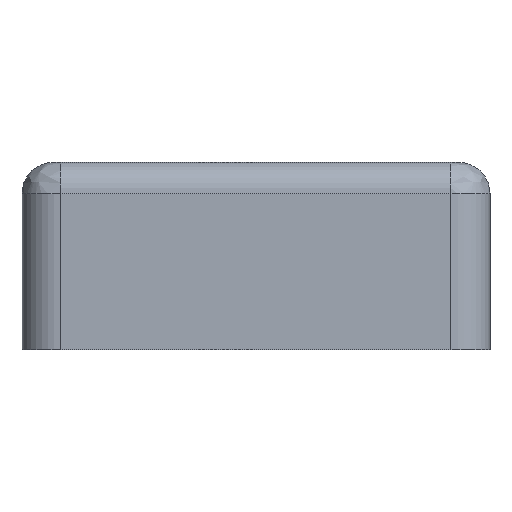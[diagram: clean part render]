
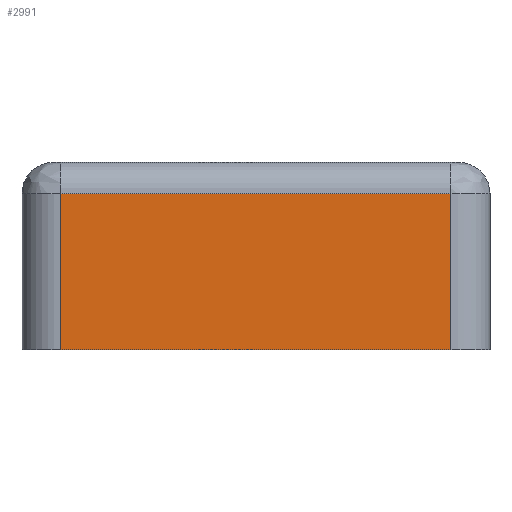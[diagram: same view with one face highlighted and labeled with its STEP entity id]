
A CAD part, front view. The second image highlights one B-rep face of the part: STEP entity #2991.
In plain terms, the highlighted planar face has unit normal (0, -1, 0).
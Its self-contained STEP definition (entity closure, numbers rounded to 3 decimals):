
#81=PLANE('',#3293);
#139=LINE('',#4668,#330);
#172=LINE('',#4836,#363);
#173=LINE('',#4840,#364);
#174=LINE('',#4841,#365);
#330=VECTOR('',#3683,1000.);
#363=VECTOR('',#3826,1000.);
#364=VECTOR('',#3831,1000.);
#365=VECTOR('',#3832,1000.);
#631=FACE_OUTER_BOUND('',#839,.T.);
#839=EDGE_LOOP('',(#2159,#2160,#2161,#2162));
#1290=VERTEX_POINT('',#4665);
#1291=VERTEX_POINT('',#4667);
#1371=VERTEX_POINT('',#4835);
#1372=VERTEX_POINT('',#4839);
#1580=EDGE_CURVE('',#1290,#1291,#139,.T.);
#1665=EDGE_CURVE('',#1291,#1371,#172,.T.);
#1667=EDGE_CURVE('',#1371,#1372,#173,.T.);
#1668=EDGE_CURVE('',#1372,#1290,#174,.T.);
#2159=ORIENTED_EDGE('',*,*,#1667,.F.);
#2160=ORIENTED_EDGE('',*,*,#1665,.F.);
#2161=ORIENTED_EDGE('',*,*,#1580,.F.);
#2162=ORIENTED_EDGE('',*,*,#1668,.F.);
#2991=ADVANCED_FACE('',(#631),#81,.F.);
#3293=AXIS2_PLACEMENT_3D('',#4838,#3829,#3830);
#3683=DIRECTION('',(-1.,0.,0.));
#3826=DIRECTION('',(0.,0.,1.));
#3829=DIRECTION('center_axis',(0.,1.,0.));
#3830=DIRECTION('ref_axis',(-1.,0.,0.));
#3831=DIRECTION('',(1.,0.,0.));
#3832=DIRECTION('',(0.,0.,-1.));
#4665=CARTESIAN_POINT('',(12.5,-30.,0.));
#4667=CARTESIAN_POINT('',(-12.5,-30.,0.));
#4668=CARTESIAN_POINT('',(15.,-30.,0.));
#4835=CARTESIAN_POINT('',(-12.5,-30.,10.));
#4836=CARTESIAN_POINT('',(-12.5,-30.,12.));
#4838=CARTESIAN_POINT('Origin',(-15.,-30.,12.));
#4839=CARTESIAN_POINT('',(12.5,-30.,10.));
#4840=CARTESIAN_POINT('',(-15.,-30.,10.));
#4841=CARTESIAN_POINT('',(12.5,-30.,12.));
